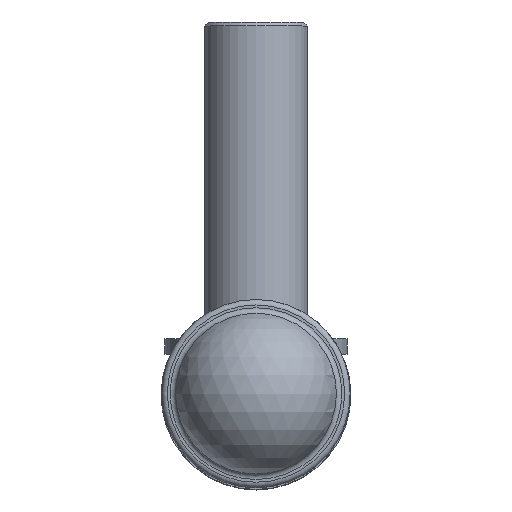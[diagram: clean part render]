
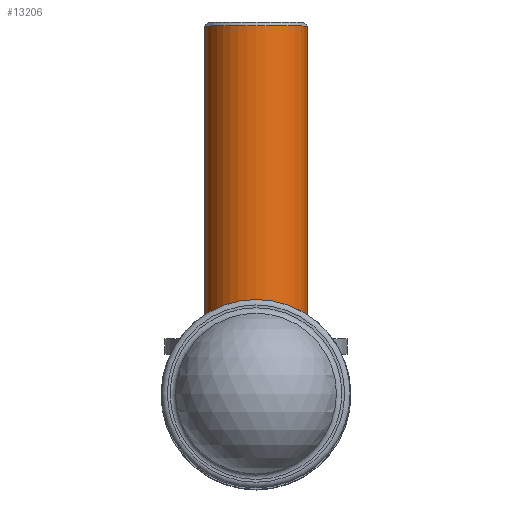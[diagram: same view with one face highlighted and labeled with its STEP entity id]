
A CAD part, top view. The second image highlights one B-rep face of the part: STEP entity #13206.
In plain terms, the highlighted cylindrical face has radius 6.5 mm (diameter 13 mm), a full revolution.
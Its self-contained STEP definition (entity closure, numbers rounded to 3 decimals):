
#1649 = CARTESIAN_POINT ( 'NONE',  ( 0., 7.2, -51. ) ) ;
#2952 = EDGE_LOOP ( 'NONE', ( #6221 ) ) ;
#3463 = CIRCLE ( 'NONE', #6446, 6.5 ) ;
#3545 = DIRECTION ( 'NONE',  ( 0., -1., 0. ) ) ;
#4190 = CIRCLE ( 'NONE', #6119, 6.5 ) ;
#4424 = ORIENTED_EDGE ( 'NONE', *, *, #12172, .T. ) ;
#4582 = DIRECTION ( 'NONE',  ( 0., 0., -1. ) ) ;
#5009 = FACE_OUTER_BOUND ( 'NONE', #13224, .T. ) ;
#5112 = CARTESIAN_POINT ( 'NONE',  ( 0., 46.7, -44.5 ) ) ;
#5816 = CARTESIAN_POINT ( 'NONE',  ( 0., 0., -51. ) ) ;
#6119 = AXIS2_PLACEMENT_3D ( 'NONE', #6201, #3545, #12209 ) ;
#6201 = CARTESIAN_POINT ( 'NONE',  ( 0., 46.7, -51. ) ) ;
#6221 = ORIENTED_EDGE ( 'NONE', *, *, #11171, .F. ) ;
#6446 = AXIS2_PLACEMENT_3D ( 'NONE', #1649, #8974, #14151 ) ;
#7076 = DIRECTION ( 'NONE',  ( 0., -1., 0. ) ) ;
#8974 = DIRECTION ( 'NONE',  ( 0., -1., 0. ) ) ;
#9660 = VERTEX_POINT ( 'NONE', #11210 ) ;
#10555 = CYLINDRICAL_SURFACE ( 'NONE', #15629, 6.5 ) ;
#11171 = EDGE_CURVE ( 'NONE', #9660, #9660, #3463, .T. ) ;
#11210 = CARTESIAN_POINT ( 'NONE',  ( 0., 7.2, -57.5 ) ) ;
#12172 = EDGE_CURVE ( 'NONE', #14611, #14611, #4190, .T. ) ;
#12209 = DIRECTION ( 'NONE',  ( 0., 0., 1. ) ) ;
#13206 = ADVANCED_FACE ( 'NONE', ( #5009, #13807 ), #10555, .T. ) ;
#13224 = EDGE_LOOP ( 'NONE', ( #4424 ) ) ;
#13807 = FACE_OUTER_BOUND ( 'NONE', #2952, .T. ) ;
#14151 = DIRECTION ( 'NONE',  ( 0., 0., -1. ) ) ;
#14611 = VERTEX_POINT ( 'NONE', #5112 ) ;
#15629 = AXIS2_PLACEMENT_3D ( 'NONE', #5816, #7076, #4582 ) ;
